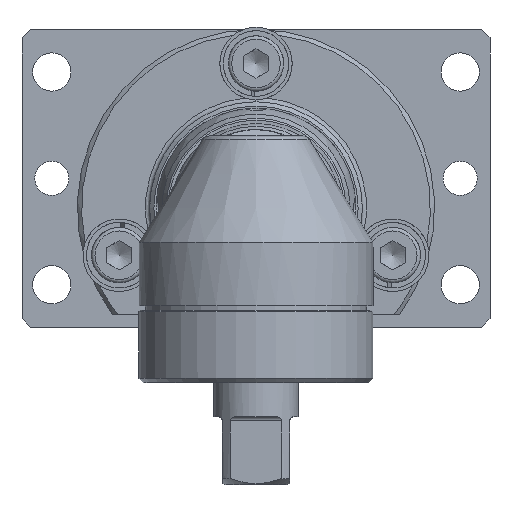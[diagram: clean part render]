
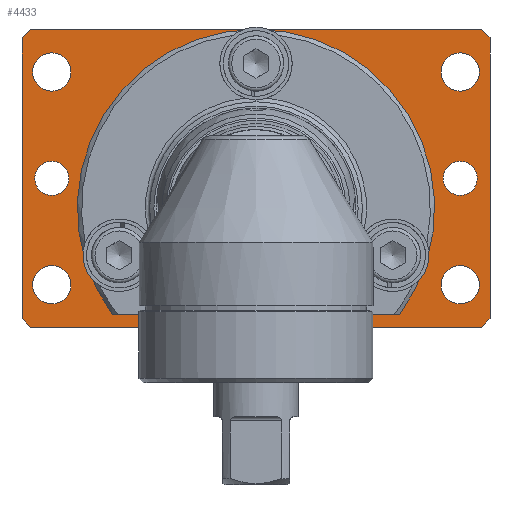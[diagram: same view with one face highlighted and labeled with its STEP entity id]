
A CAD part, front view. The second image highlights one B-rep face of the part: STEP entity #4433.
In plain terms, the highlighted planar face has unit normal (0, -1, 0).
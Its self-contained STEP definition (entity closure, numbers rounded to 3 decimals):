
#222=LINE('',#8079,#431);
#260=LINE('',#8375,#469);
#264=LINE('',#8384,#473);
#282=LINE('',#8509,#491);
#285=LINE('',#8515,#494);
#289=LINE('',#8523,#498);
#291=LINE('',#8526,#500);
#295=LINE('',#8533,#504);
#296=LINE('',#8534,#505);
#297=LINE('',#8536,#506);
#431=VECTOR('',#5687,10.);
#469=VECTOR('',#5957,10.);
#473=VECTOR('',#5963,10.);
#491=VECTOR('',#6113,10.);
#494=VECTOR('',#6118,10.);
#498=VECTOR('',#6124,10.);
#500=VECTOR('',#6128,10.);
#504=VECTOR('',#6134,10.);
#505=VECTOR('',#6135,10.);
#506=VECTOR('',#6138,10.);
#705=FACE_BOUND('',#1164,.T.);
#706=FACE_BOUND('',#1165,.T.);
#707=FACE_BOUND('',#1166,.T.);
#708=FACE_BOUND('',#1167,.T.);
#709=FACE_BOUND('',#1168,.T.);
#710=FACE_BOUND('',#1169,.T.);
#878=FACE_OUTER_BOUND('',#1163,.T.);
#1163=EDGE_LOOP('',(#3656,#3657,#3658,#3659,#3660,#3661,#3662,#3663,#3664,
#3665,#3666,#3667));
#1164=EDGE_LOOP('',(#3668));
#1165=EDGE_LOOP('',(#3669));
#1166=EDGE_LOOP('',(#3670));
#1167=EDGE_LOOP('',(#3671));
#1168=EDGE_LOOP('',(#3672));
#1169=EDGE_LOOP('',(#3673));
#1394=CIRCLE('',#4741,42.);
#1395=CIRCLE('',#4742,42.);
#1499=CIRCLE('',#4898,4.5);
#1502=CIRCLE('',#4902,4.5);
#1505=CIRCLE('',#4906,4.5);
#1508=CIRCLE('',#4910,4.5);
#1520=CIRCLE('',#4926,4.);
#1523=CIRCLE('',#4930,4.);
#1808=VERTEX_POINT('',#7998);
#1811=VERTEX_POINT('',#8003);
#1812=VERTEX_POINT('',#8005);
#1919=VERTEX_POINT('',#8371);
#1921=VERTEX_POINT('',#8374);
#1923=VERTEX_POINT('',#8380);
#1925=VERTEX_POINT('',#8383);
#1929=VERTEX_POINT('',#8393);
#1932=VERTEX_POINT('',#8401);
#1935=VERTEX_POINT('',#8409);
#1938=VERTEX_POINT('',#8417);
#1950=VERTEX_POINT('',#8449);
#1953=VERTEX_POINT('',#8457);
#1966=VERTEX_POINT('',#8508);
#1968=VERTEX_POINT('',#8514);
#1970=VERTEX_POINT('',#8520);
#1973=VERTEX_POINT('',#8530);
#2336=EDGE_CURVE('',#1812,#1811,#1394,.T.);
#2337=EDGE_CURVE('',#1808,#1812,#1395,.T.);
#2371=EDGE_CURVE('',#1811,#1808,#222,.T.);
#2493=EDGE_CURVE('',#1921,#1919,#260,.T.);
#2497=EDGE_CURVE('',#1925,#1923,#264,.T.);
#2503=EDGE_CURVE('',#1929,#1929,#1499,.T.);
#2507=EDGE_CURVE('',#1932,#1932,#1502,.T.);
#2511=EDGE_CURVE('',#1935,#1935,#1505,.T.);
#2515=EDGE_CURVE('',#1938,#1938,#1508,.T.);
#2531=EDGE_CURVE('',#1950,#1950,#1520,.T.);
#2535=EDGE_CURVE('',#1953,#1953,#1523,.T.);
#2562=EDGE_CURVE('',#1921,#1966,#282,.T.);
#2565=EDGE_CURVE('',#1968,#1919,#285,.T.);
#2569=EDGE_CURVE('',#1968,#1970,#289,.T.);
#2571=EDGE_CURVE('',#1925,#1970,#291,.T.);
#2575=EDGE_CURVE('',#1812,#1966,#295,.T.);
#2576=EDGE_CURVE('',#1973,#1812,#296,.T.);
#2577=EDGE_CURVE('',#1973,#1923,#297,.T.);
#3656=ORIENTED_EDGE('',*,*,#2577,.F.);
#3657=ORIENTED_EDGE('',*,*,#2576,.T.);
#3658=ORIENTED_EDGE('',*,*,#2336,.T.);
#3659=ORIENTED_EDGE('',*,*,#2371,.T.);
#3660=ORIENTED_EDGE('',*,*,#2337,.T.);
#3661=ORIENTED_EDGE('',*,*,#2575,.T.);
#3662=ORIENTED_EDGE('',*,*,#2562,.F.);
#3663=ORIENTED_EDGE('',*,*,#2493,.T.);
#3664=ORIENTED_EDGE('',*,*,#2565,.F.);
#3665=ORIENTED_EDGE('',*,*,#2569,.T.);
#3666=ORIENTED_EDGE('',*,*,#2571,.F.);
#3667=ORIENTED_EDGE('',*,*,#2497,.T.);
#3668=ORIENTED_EDGE('',*,*,#2535,.T.);
#3669=ORIENTED_EDGE('',*,*,#2531,.T.);
#3670=ORIENTED_EDGE('',*,*,#2515,.T.);
#3671=ORIENTED_EDGE('',*,*,#2511,.T.);
#3672=ORIENTED_EDGE('',*,*,#2507,.T.);
#3673=ORIENTED_EDGE('',*,*,#2503,.T.);
#4214=PLANE('',#4970);
#4433=ADVANCED_FACE('',(#878,#705,#706,#707,#708,#709,#710),#4214,.T.);
#4741=AXIS2_PLACEMENT_3D('',#8006,#5609,#5610);
#4742=AXIS2_PLACEMENT_3D('',#8007,#5611,#5612);
#4898=AXIS2_PLACEMENT_3D('',#8395,#5973,#5974);
#4902=AXIS2_PLACEMENT_3D('',#8403,#5982,#5983);
#4906=AXIS2_PLACEMENT_3D('',#8411,#5991,#5992);
#4910=AXIS2_PLACEMENT_3D('',#8419,#6000,#6001);
#4926=AXIS2_PLACEMENT_3D('',#8451,#6036,#6037);
#4930=AXIS2_PLACEMENT_3D('',#8459,#6045,#6046);
#4970=AXIS2_PLACEMENT_3D('',#8545,#6149,#6150);
#5609=DIRECTION('center_axis',(0.,1.,0.));
#5610=DIRECTION('ref_axis',(0.,0.,
-1.));
#5611=DIRECTION('center_axis',(0.,1.,0.));
#5612=DIRECTION('ref_axis',(0.,0.,
-1.));
#5687=DIRECTION('',(-1.,0.,0.));
#5957=DIRECTION('',(0.,0.,-1.));
#5963=DIRECTION('',(0.,0.,1.));
#5973=DIRECTION('center_axis',(0.,1.,0.));
#5974=DIRECTION('ref_axis',(0.,0.,
-1.));
#5982=DIRECTION('center_axis',(0.,1.,0.));
#5983=DIRECTION('ref_axis',(0.,0.,
-1.));
#5991=DIRECTION('center_axis',(0.,1.,0.));
#5992=DIRECTION('ref_axis',(0.,0.,
-1.));
#6000=DIRECTION('center_axis',(0.,1.,0.));
#6001=DIRECTION('ref_axis',(0.,0.,
-1.));
#6036=DIRECTION('center_axis',(0.,1.,0.));
#6037=DIRECTION('ref_axis',(0.,0.,
-1.));
#6045=DIRECTION('center_axis',(0.,1.,0.));
#6046=DIRECTION('ref_axis',(0.,0.,
-1.));
#6113=DIRECTION('',(0.707,0.,0.707));
#6118=DIRECTION('',(-0.707,0.,0.707));
#6124=DIRECTION('',(1.,0.,0.));
#6128=DIRECTION('',(-0.707,0.,-0.707));
#6134=DIRECTION('',(-1.,0.,0.));
#6135=DIRECTION('',(-1.,0.,0.));
#6138=DIRECTION('',(0.707,0.,-0.707));
#6149=DIRECTION('center_axis',(0.,-1.,0.));
#6150=DIRECTION('ref_axis',(0.,0.,1.));
#7998=CARTESIAN_POINT('',(-33.749,157.,-25.));
#8003=CARTESIAN_POINT('',(33.749,157.,-25.));
#8005=CARTESIAN_POINT('',(0.,157.,42.));
#8006=CARTESIAN_POINT('Origin',(0.,157.,0.));
#8007=CARTESIAN_POINT('Origin',(0.,157.,0.));
#8079=CARTESIAN_POINT('',(16.875,157.,-25.));
#8371=CARTESIAN_POINT('',(-55.,157.,-26.));
#8374=CARTESIAN_POINT('',(-55.,157.,40.));
#8375=CARTESIAN_POINT('',(-55.,157.,42.));
#8380=CARTESIAN_POINT('',(55.,157.,40.));
#8383=CARTESIAN_POINT('',(55.,157.,-26.));
#8384=CARTESIAN_POINT('',(55.,157.,-28.));
#8393=CARTESIAN_POINT('',(48.,157.,36.5));
#8395=CARTESIAN_POINT('Origin',(48.,157.,32.));
#8401=CARTESIAN_POINT('',(-48.,157.,36.5));
#8403=CARTESIAN_POINT('Origin',(-48.,157.,32.));
#8409=CARTESIAN_POINT('',(48.,157.,-13.5));
#8411=CARTESIAN_POINT('Origin',(48.,157.,-18.));
#8417=CARTESIAN_POINT('',(-48.,157.,-13.5));
#8419=CARTESIAN_POINT('Origin',(-48.,157.,-18.));
#8449=CARTESIAN_POINT('',(-48.,157.,11.));
#8451=CARTESIAN_POINT('Origin',(-48.,157.,7.));
#8457=CARTESIAN_POINT('',(48.,157.,11.));
#8459=CARTESIAN_POINT('Origin',(48.,157.,7.));
#8508=CARTESIAN_POINT('',(-53.,157.,42.));
#8509=CARTESIAN_POINT('',(-49.,157.,46.));
#8514=CARTESIAN_POINT('',(-53.,157.,-28.));
#8515=CARTESIAN_POINT('',(-49.,157.,-32.));
#8520=CARTESIAN_POINT('',(53.,157.,-28.));
#8523=CARTESIAN_POINT('',(-55.,157.,-28.));
#8526=CARTESIAN_POINT('',(49.,157.,-32.));
#8530=CARTESIAN_POINT('',(53.,157.,42.));
#8533=CARTESIAN_POINT('',(55.,157.,42.));
#8534=CARTESIAN_POINT('',(55.,157.,42.));
#8536=CARTESIAN_POINT('',(49.,157.,46.));
#8545=CARTESIAN_POINT('Origin',(0.,157.,
7.));
